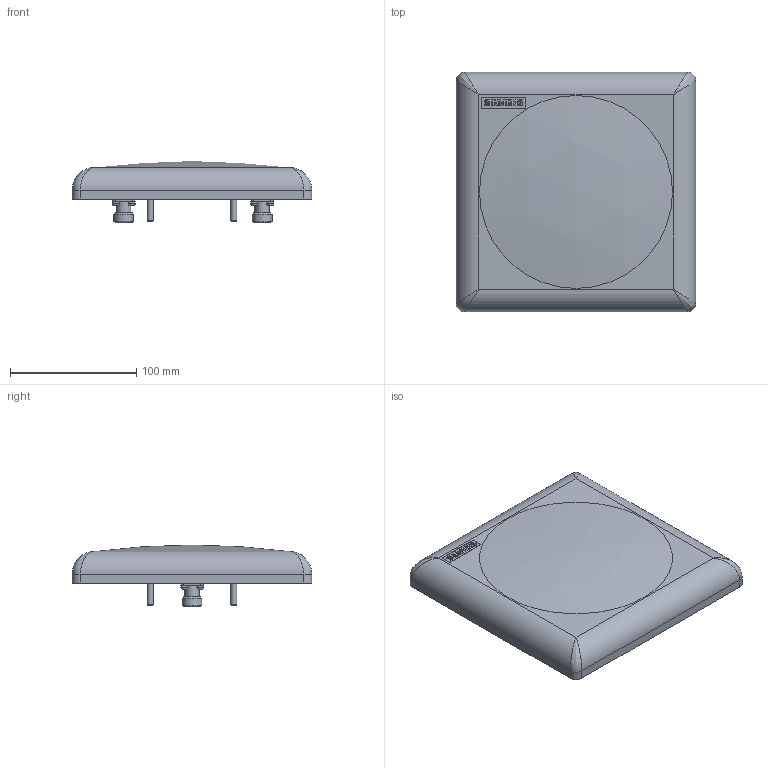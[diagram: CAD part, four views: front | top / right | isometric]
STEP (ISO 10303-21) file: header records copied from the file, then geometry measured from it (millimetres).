
FILE_DESCRIPTION (( 'STEP AP214' ), '1' );
FILE_NAME ('6GK57938DJ000AA0_001_STEP.STEP', '2014-12-05T07:21:29', ( '' ), ( '' ), 'SwSTEP 2.0', 'SolidWorks 2014', '' );
FILE_SCHEMA (( 'AUTOMOTIVE_DESIGN' ));
Length unit declared in the file: millimetre
Products named in the file (3): Beschriftung; Body; 6GK57938DJ000AA0_001_STEP
Assembly tree (2 placements, depth 2):
  6GK57938DJ000AA0_001_STEP
    Body
    Beschriftung
Bounding box: 190 x 190 x 49 mm (x, y, z)
Volume: 913734.1 mm3; surface area: 95156.1 mm2
Topology: 1 solids, 24 shells, 482 faces, 1367 edges, 976 vertices
Faces by surface type: plane 343, cylinder 82, bspline 40, cone 8, torus 8, sphere 1
Full cylindrical faces by diameter (mm): 0.837 x2, 5 x4, 5.3 x8, 5.56 x8, 6.085 x1, 6.114 x2, 6.156 x2, 6.181 x2, 6.206 x1, 6.285 x1, 6.314 x2, 6.315 x1, 6.356 x2, 6.381 x2, 6.406 x2, 6.418 x2, 6.515 x1, 6.606 x1, 6.618 x2, 10.378 x2, 11.5 x2, 15.6 x2
Entity records: 22065 total; most frequent: CARTESIAN_POINT 4902, ORIENTED_EDGE 2317, DIRECTION 2219, EDGE_CURVE 1275, VECTOR 957, LINE 957, VERTEX_POINT 956, AXIS2_PLACEMENT_3D 631
